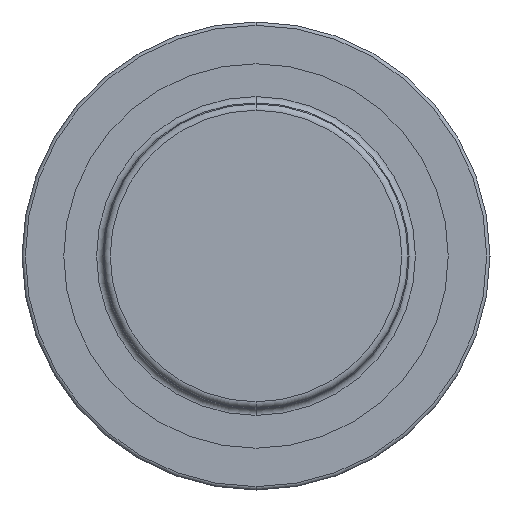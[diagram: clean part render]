
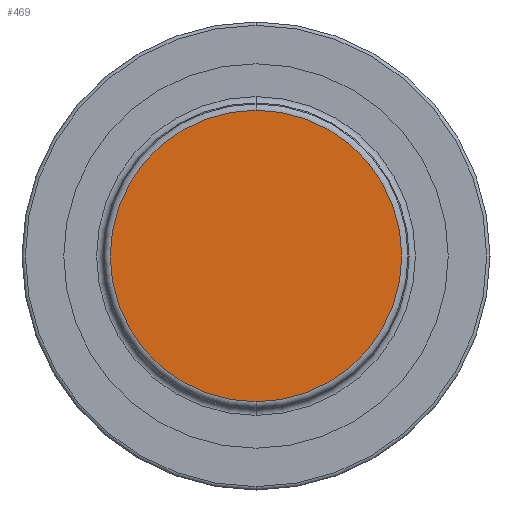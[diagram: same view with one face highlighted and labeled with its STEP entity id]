
A CAD part, front view. The second image highlights one B-rep face of the part: STEP entity #469.
In plain terms, the highlighted planar face has unit normal (0, -1, 0).
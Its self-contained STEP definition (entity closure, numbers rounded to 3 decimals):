
#147 = EDGE_CURVE ( 'NONE', #643, #562, #826, .T. ) ;
#194 = CARTESIAN_POINT ( 'NONE',  ( 0., 0., 4.36 ) ) ;
#202 = CARTESIAN_POINT ( 'NONE',  ( 0., 0., -4.36 ) ) ;
#330 = EDGE_LOOP ( 'NONE', ( #575, #579 ) ) ;
#374 = CARTESIAN_POINT ( 'NONE',  ( 0., 0., 0. ) ) ;
#375 = FACE_OUTER_BOUND ( 'NONE', #330, .T. ) ;
#379 = PLANE ( 'NONE',  #766 ) ;
#380 = DIRECTION ( 'NONE',  ( 0., 1., 0. ) ) ;
#381 = DIRECTION ( 'NONE',  ( 0., 0., 1. ) ) ;
#424 = CARTESIAN_POINT ( 'NONE',  ( 0., 0., 0. ) ) ;
#425 = DIRECTION ( 'NONE',  ( 0., -1., 0. ) ) ;
#426 = DIRECTION ( 'NONE',  ( 0., 0., -1. ) ) ;
#469 = ADVANCED_FACE ( 'NONE', ( #375 ), #379, .F. ) ;
#475 = EDGE_CURVE ( 'NONE', #562, #643, #756, .T. ) ;
#496 = CARTESIAN_POINT ( 'NONE',  ( 0., 0., 0. ) ) ;
#497 = DIRECTION ( 'NONE',  ( 0., -1., 0. ) ) ;
#498 = DIRECTION ( 'NONE',  ( 0., 0., -1. ) ) ;
#562 = VERTEX_POINT ( 'NONE', #194 ) ;
#575 = ORIENTED_EDGE ( 'NONE', *, *, #147, .T. ) ;
#579 = ORIENTED_EDGE ( 'NONE', *, *, #475, .T. ) ;
#643 = VERTEX_POINT ( 'NONE', #202 ) ;
#756 = CIRCLE ( 'NONE', #764, 4.36 ) ;
#764 = AXIS2_PLACEMENT_3D ( 'NONE', #424, #425, #426 ) ;
#766 = AXIS2_PLACEMENT_3D ( 'NONE', #374, #380, #381 ) ;
#822 = AXIS2_PLACEMENT_3D ( 'NONE', #496, #497, #498 ) ;
#826 = CIRCLE ( 'NONE', #822, 4.36 ) ;
